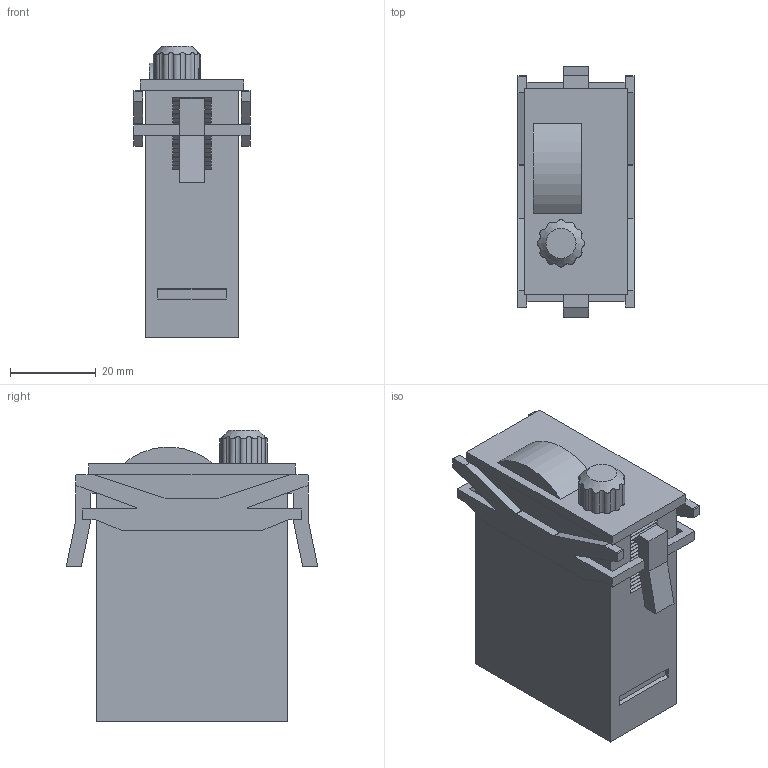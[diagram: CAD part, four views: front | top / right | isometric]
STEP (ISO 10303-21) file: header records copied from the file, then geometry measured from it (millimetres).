
FILE_DESCRIPTION(/* description */ ('STEP AP214'),/* implementation_level */ '2;1');
FILE_NAME(/* name */ '158495_PZVT-3-SEC',/* time_stamp */ '2024-09-11T14:34:14+02:00',/* author */ ('License CC BY-ND 4.0'),/* organization */ ('CADENAS'),/* preprocessor_version */ 'ST-DEVELOPER v19.3',/* originating_system */ 'PARTsolutions',/* authorisation */ ' ');
FILE_SCHEMA (('AUTOMOTIVE_DESIGN {1 0 10303 214 3 1 1}'));
Length unit declared in the file: millimetre
Products named in the file (3): 158495 PZVT-3-SEC---(0); 345216 PZVT-3-SEC; 331042
Assembly tree (2 placements, depth 2):
  158495 PZVT-3-SEC---(0)
    345216 PZVT-3-SEC
    331042
Bounding box: 27 x 58.5 x 67.8 mm (x, y, z)
Volume: 61653 mm3; surface area: 16143 mm2
Topology: 2 solids, 2 shells, 301 faces, 744 edges, 494 vertices
Faces by surface type: plane 252, cylinder 46, cone 3
Full cylindrical faces by diameter (mm): 4.134 x2, 7.9 x2, 8 x3
Entity records: 10472 total; most frequent: CARTESIAN_POINT 1650, ORIENTED_EDGE 1466, DIRECTION 1388, EDGE_CURVE 733, LINE 638, VECTOR 638, VERTEX_POINT 493, AXIS2_PLACEMENT_3D 375
